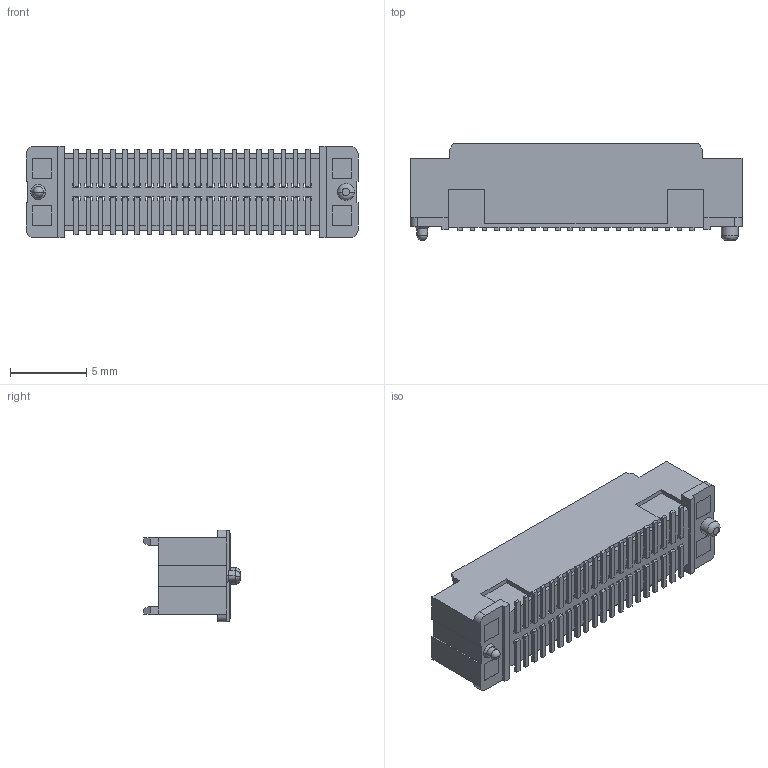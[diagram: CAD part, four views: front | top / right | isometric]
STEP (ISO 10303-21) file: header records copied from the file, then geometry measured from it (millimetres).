
FILE_DESCRIPTION((''),'2;1');
FILE_NAME('61083-042X0XXX','2017-07-27T',('gub'),('AFCI'),'CREO PARAMETRIC BY PTC INC, 2016130','CREO PARAMETRIC BY PTC INC, 2016130','');
FILE_SCHEMA(('AUTOMOTIVE_DESIGN { 1 0 10303 214 1 1 1 1 }'));
Length unit declared in the file: millimetre
Products named in the file (1): 61083-042X0XXX
Bounding box: 21.8 x 6.35 x 6 mm (x, y, z)
Volume: 350.1 mm3; surface area: 1062.7 mm2
Topology: 1 solids, 1 shells, 936 faces, 2643 edges, 1639 vertices
Faces by surface type: plane 898, cone 18, cylinder 16, sphere 2, bspline 2
Entity records: 36267 total; most frequent: ORIENTED_EDGE 5282, CARTESIAN_POINT 5272, DIRECTION 4565, EDGE_CURVE 2641, VECTOR 2585, LINE 2585, VERTEX_POINT 1639, AXIS2_PLACEMENT_3D 990
